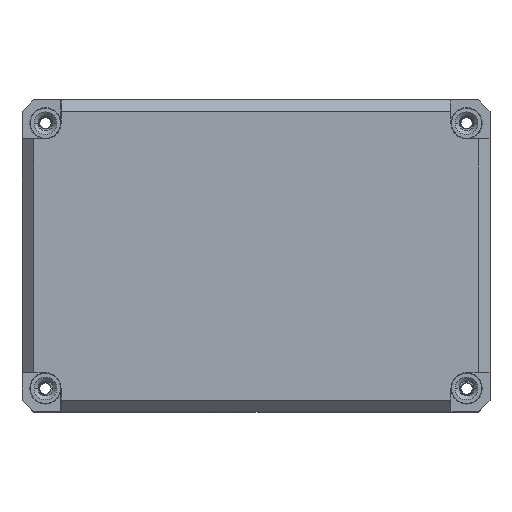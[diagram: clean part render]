
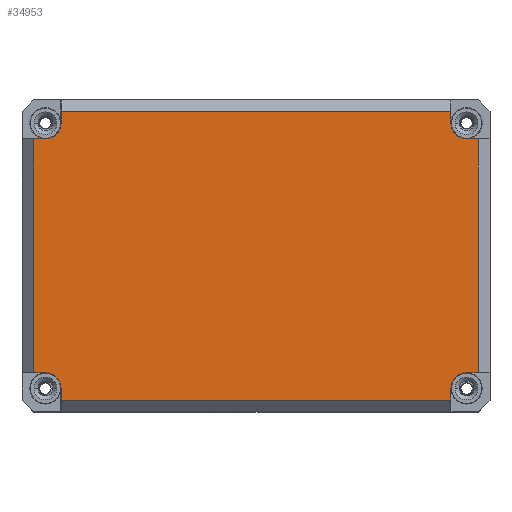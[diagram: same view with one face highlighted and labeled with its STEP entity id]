
A CAD part, top view. The second image highlights one B-rep face of the part: STEP entity #34953.
In plain terms, the highlighted planar face has unit normal (0, 0, 1).
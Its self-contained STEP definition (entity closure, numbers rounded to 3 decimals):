
#30053=DIRECTION('',(0.,1.,0.));
#30054=VECTOR('',#30053,59.948);
#30055=CARTESIAN_POINT('',(57.,-29.974,15.));
#30056=LINE('',#30055,#30054);
#30061=DIRECTION('',(0.,1.,0.));
#30062=VECTOR('',#30061,3.);
#30063=CARTESIAN_POINT('',(-49.974,-37.,15.));
#30064=LINE('',#30063,#30062);
#30065=CARTESIAN_POINT('',(-54.,-34.,15.));
#30066=DIRECTION('',(0.,0.,1.));
#30067=DIRECTION('',(1.,0.,0.));
#30068=AXIS2_PLACEMENT_3D('',#30065,#30066,#30067);
#30070=DIRECTION('',(1.,0.,0.));
#30071=VECTOR('',#30070,3.);
#30072=CARTESIAN_POINT('',(-57.,-29.974,15.));
#30073=LINE('',#30072,#30071);
#30074=DIRECTION('',(1.,0.,0.));
#30075=VECTOR('',#30074,3.);
#30076=CARTESIAN_POINT('',(-57.,29.974,15.));
#30077=LINE('',#30076,#30075);
#30078=CARTESIAN_POINT('',(-54.,34.,15.));
#30079=DIRECTION('',(0.,0.,1.));
#30080=DIRECTION('',(0.,-1.,0.));
#30081=AXIS2_PLACEMENT_3D('',#30078,#30079,#30080);
#30083=DIRECTION('',(0.,-1.,0.));
#30084=VECTOR('',#30083,3.);
#30085=CARTESIAN_POINT('',(-49.974,37.,15.));
#30086=LINE('',#30085,#30084);
#30087=DIRECTION('',(1.,0.,0.));
#30088=VECTOR('',#30087,99.948);
#30089=CARTESIAN_POINT('',(-49.974,37.,15.));
#30090=LINE('',#30089,#30088);
#30091=DIRECTION('',(0.,-1.,0.));
#30092=VECTOR('',#30091,3.);
#30093=CARTESIAN_POINT('',(49.974,37.,15.));
#30094=LINE('',#30093,#30092);
#30095=CARTESIAN_POINT('',(54.,34.,15.));
#30096=DIRECTION('',(0.,0.,1.));
#30097=DIRECTION('',(-1.,0.,0.));
#30098=AXIS2_PLACEMENT_3D('',#30095,#30096,#30097);
#30100=DIRECTION('',(-1.,0.,0.));
#30101=VECTOR('',#30100,3.);
#30102=CARTESIAN_POINT('',(57.,29.974,15.));
#30103=LINE('',#30102,#30101);
#30104=DIRECTION('',(-1.,0.,0.));
#30105=VECTOR('',#30104,3.);
#30106=CARTESIAN_POINT('',(57.,-29.974,15.));
#30107=LINE('',#30106,#30105);
#30108=CARTESIAN_POINT('',(54.,-34.,15.));
#30109=DIRECTION('',(0.,0.,1.));
#30110=DIRECTION('',(0.,1.,0.));
#30111=AXIS2_PLACEMENT_3D('',#30108,#30109,#30110);
#30113=DIRECTION('',(0.,1.,0.));
#30114=VECTOR('',#30113,3.);
#30115=CARTESIAN_POINT('',(49.974,-37.,15.));
#30116=LINE('',#30115,#30114);
#30121=DIRECTION('',(1.,0.,0.));
#30122=VECTOR('',#30121,99.948);
#30123=CARTESIAN_POINT('',(-49.974,-37.,15.));
#30124=LINE('',#30123,#30122);
#30171=DIRECTION('',(0.,-1.,0.));
#30172=VECTOR('',#30171,59.948);
#30173=CARTESIAN_POINT('',(-57.,29.974,15.));
#30174=LINE('',#30173,#30172);
#33345=CARTESIAN_POINT('',(49.974,37.,15.));
#33346=CARTESIAN_POINT('',(49.974,34.,15.));
#33347=VERTEX_POINT('',#33345);
#33348=VERTEX_POINT('',#33346);
#33349=CARTESIAN_POINT('',(54.,29.974,15.));
#33350=VERTEX_POINT('',#33349);
#33351=CARTESIAN_POINT('',(57.,29.974,15.));
#33352=VERTEX_POINT('',#33351);
#33353=CARTESIAN_POINT('',(-54.,29.974,15.));
#33354=CARTESIAN_POINT('',(-49.974,34.,15.));
#33355=VERTEX_POINT('',#33353);
#33356=VERTEX_POINT('',#33354);
#33357=CARTESIAN_POINT('',(-49.974,37.,15.));
#33358=VERTEX_POINT('',#33357);
#33359=CARTESIAN_POINT('',(-57.,29.974,15.));
#33360=VERTEX_POINT('',#33359);
#33361=CARTESIAN_POINT('',(57.,-29.974,15.));
#33362=CARTESIAN_POINT('',(54.,-29.974,15.));
#33363=VERTEX_POINT('',#33361);
#33364=VERTEX_POINT('',#33362);
#33365=CARTESIAN_POINT('',(49.974,-34.,15.));
#33366=VERTEX_POINT('',#33365);
#33367=CARTESIAN_POINT('',(49.974,-37.,15.));
#33368=VERTEX_POINT('',#33367);
#33369=CARTESIAN_POINT('',(-57.,-29.974,15.));
#33370=CARTESIAN_POINT('',(-54.,-29.974,15.));
#33371=VERTEX_POINT('',#33369);
#33372=VERTEX_POINT('',#33370);
#33373=CARTESIAN_POINT('',(-49.974,-37.,15.));
#33374=CARTESIAN_POINT('',(-49.974,-34.,15.));
#33375=VERTEX_POINT('',#33373);
#33376=VERTEX_POINT('',#33374);
#34920=CARTESIAN_POINT('',(0.,0.,15.));
#34921=DIRECTION('',(0.,0.,1.));
#34922=DIRECTION('',(1.,0.,0.));
#34923=AXIS2_PLACEMENT_3D('',#34920,#34921,#34922);
#34924=PLANE('',#34923);
#34926=ORIENTED_EDGE('',*,*,#34925,.F.);
#34928=ORIENTED_EDGE('',*,*,#34927,.T.);
#34929=ORIENTED_EDGE('',*,*,#34637,.T.);
#34931=ORIENTED_EDGE('',*,*,#34930,.F.);
#34933=ORIENTED_EDGE('',*,*,#34932,.F.);
#34935=ORIENTED_EDGE('',*,*,#34934,.T.);
#34936=ORIENTED_EDGE('',*,*,#34782,.T.);
#34937=ORIENTED_EDGE('',*,*,#34825,.F.);
#34938=ORIENTED_EDGE('',*,*,#34840,.T.);
#34940=ORIENTED_EDGE('',*,*,#34939,.T.);
#34942=ORIENTED_EDGE('',*,*,#34941,.T.);
#34943=ORIENTED_EDGE('',*,*,#34913,.F.);
#34944=ORIENTED_EDGE('',*,*,#34901,.F.);
#34946=ORIENTED_EDGE('',*,*,#34945,.T.);
#34948=ORIENTED_EDGE('',*,*,#34947,.T.);
#34950=ORIENTED_EDGE('',*,*,#34949,.F.);
#34951=EDGE_LOOP('',(#34926,#34928,#34929,#34931,#34933,#34935,#34936,#34937,
#34938,#34940,#34942,#34943,#34944,#34946,#34948,#34950));
#34952=FACE_OUTER_BOUND('',#34951,.F.);
#34953=ADVANCED_FACE('',(#34952),#34924,.T.);
#30069=CIRCLE('',#30068,4.026);
#30082=CIRCLE('',#30081,4.026);
#30099=CIRCLE('',#30098,4.026);
#30112=CIRCLE('',#30111,4.026);
#34637=EDGE_CURVE('',#33376,#33372,#30069,.T.);
#34782=EDGE_CURVE('',#33355,#33356,#30082,.T.);
#34825=EDGE_CURVE('',#33358,#33356,#30086,.T.);
#34840=EDGE_CURVE('',#33358,#33347,#30090,.T.);
#34901=EDGE_CURVE('',#33363,#33352,#30056,.T.);
#34913=EDGE_CURVE('',#33352,#33350,#30103,.T.);
#34925=EDGE_CURVE('',#33375,#33368,#30124,.T.);
#34927=EDGE_CURVE('',#33375,#33376,#30064,.T.);
#34930=EDGE_CURVE('',#33371,#33372,#30073,.T.);
#34932=EDGE_CURVE('',#33360,#33371,#30174,.T.);
#34934=EDGE_CURVE('',#33360,#33355,#30077,.T.);
#34939=EDGE_CURVE('',#33347,#33348,#30094,.T.);
#34941=EDGE_CURVE('',#33348,#33350,#30099,.T.);
#34945=EDGE_CURVE('',#33363,#33364,#30107,.T.);
#34947=EDGE_CURVE('',#33364,#33366,#30112,.T.);
#34949=EDGE_CURVE('',#33368,#33366,#30116,.T.);
